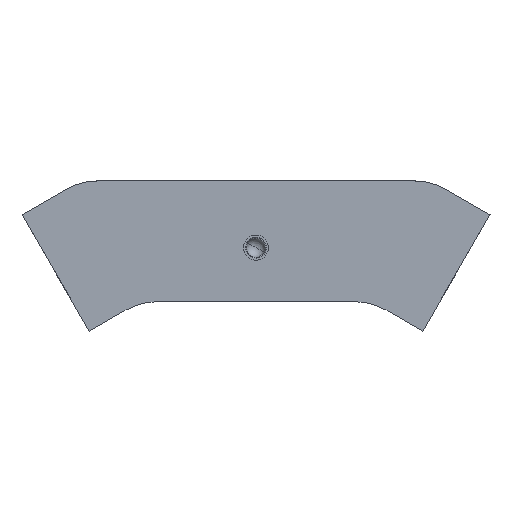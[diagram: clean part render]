
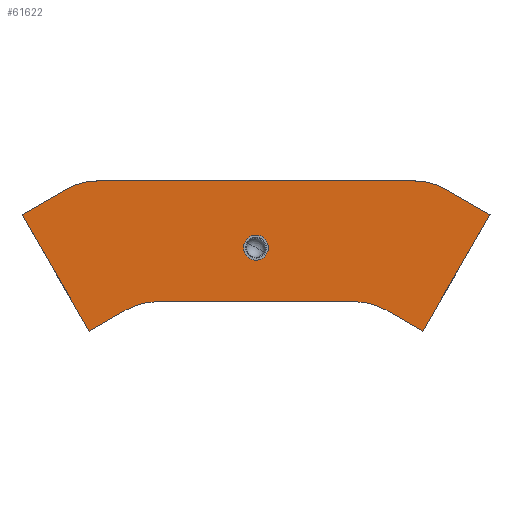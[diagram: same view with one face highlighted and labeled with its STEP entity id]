
A CAD part, left-side view. The second image highlights one B-rep face of the part: STEP entity #61622.
In plain terms, the highlighted planar face has unit normal (-1, 0, 0).
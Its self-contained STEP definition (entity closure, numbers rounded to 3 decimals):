
#237808=VERTEX_POINT('',#560562);
#560562=CARTESIAN_POINT('',(367.87,4.179,264.945));
#278327=EDGE_CURVE('GENERATED CIRCLE',#237809,#237808,#40636,.T.);
#237809=VERTEX_POINT('',#560564);
#560564=CARTESIAN_POINT('',(367.87,-4.179,260.379));
#40636=CIRCLE('',#372084,4.763);
#372084=AXIS2_PLACEMENT_3D('',#560563,#449286,#449287);
#560563=CARTESIAN_POINT('',(367.87,0.,262.662));
#449286=DIRECTION('',(1.,0.,0.));
#449287=DIRECTION('',(0.,0.,-1.));
#278329=EDGE_CURVE('GENERATED CIRCLE',#237808,#237809,#40637,.T.);
#40637=CIRCLE('',#372086,4.763);
#372086=AXIS2_PLACEMENT_3D('',#560567,#449291,#449292);
#560567=CARTESIAN_POINT('',(367.87,0.,262.662));
#449291=DIRECTION('',(1.,0.,0.));
#449292=DIRECTION('',(0.,0.,-1.));
#278434=EDGE_CURVE('LINE',#237883,#237884,#316048,.T.);
#237883=VERTEX_POINT('',#560899);
#560899=CARTESIAN_POINT('',(367.87,-89.02,275.206));
#237884=VERTEX_POINT('',#560900);
#560900=CARTESIAN_POINT('',(367.87,-72.646,284.659));
#316048=LINE('',#560898,#339478);
#560898=CARTESIAN_POINT('',(367.87,-80.833,279.932));
#339478=VECTOR('',#449513,1.);
#449513=DIRECTION('',(0.,0.866,0.5));
#237889=VERTEX_POINT('',#560911);
#560911=CARTESIAN_POINT('',(367.87,89.02,275.206));
#278440=EDGE_CURVE('LINE',#237890,#237889,#316054,.T.);
#237890=VERTEX_POINT('',#560913);
#560913=CARTESIAN_POINT('',(367.87,72.646,284.659));
#316054=LINE('',#560912,#339484);
#560912=CARTESIAN_POINT('',(367.87,80.833,279.932));
#339484=VECTOR('',#449521,1.);
#449521=DIRECTION('',(0.,0.866,-0.5));
#61622=ADVANCED_FACE('PARTBODY',(#21726,#21727),#74850, .T.);
#21726=FACE_BOUND('',#110804,.T.);
#110804=EDGE_LOOP('',(#173268,#173269,#173270,#173271,#173272,#173273,#173274,#173275,#173276,#173277,#173278,#173279));
#173268=ORIENTED_EDGE('',*,*,#278448,.T.);
#278448=EDGE_CURVE('',#237895,#237896,#25762,.T.);
#237895=VERTEX_POINT('',#560955);
#560955=CARTESIAN_POINT('',(367.87,-37.149,242.158));
#237896=VERTEX_POINT('',#560956);
#560956=CARTESIAN_POINT('',(367.87,-49.847,238.755));
#25762=B_SPLINE_CURVE_WITH_KNOTS('',5,(#560946,#560947,#560948,#560949,#560950,#560951,#560952,#560953,#560954),.UNSPECIFIED.,.F.,.F.,(6,3,6),(0.,0.2,1.),.UNSPECIFIED.);
#560946=CARTESIAN_POINT('',(367.87,-37.149,242.158));
#560947=CARTESIAN_POINT('',(367.87,-37.68,242.158));
#560948=CARTESIAN_POINT('',(367.87,-38.211,242.144));
#560949=CARTESIAN_POINT('',(367.87,-38.741,242.116));
#560950=CARTESIAN_POINT('',(367.87,-41.393,241.908));
#560951=CARTESIAN_POINT('',(367.87,-44.009,241.353));
#560952=CARTESIAN_POINT('',(367.87,-46.049,240.691));
#560953=CARTESIAN_POINT('',(367.87,-48.004,239.82));
#560954=CARTESIAN_POINT('',(367.87,-49.847,238.755));
#173269=ORIENTED_EDGE('',*,*,#278449,.T.);
#278449=EDGE_CURVE('LINE',#237896,#237897,#316056,.T.);
#237897=VERTEX_POINT('',#560958);
#560958=CARTESIAN_POINT('',(367.87,-63.443,230.905));
#316056=LINE('',#560957,#339486);
#560957=CARTESIAN_POINT('',(367.87,-56.645,234.83));
#339486=VECTOR('',#449537,1.);
#449537=DIRECTION('',(0.,-0.866,-0.5));
#173270=ORIENTED_EDGE('',*,*,#278450,.T.);
#278450=EDGE_CURVE('LINE',#237897,#237883,#316057,.T.);
#316057=LINE('',#560959,#339487);
#560959=CARTESIAN_POINT('',(367.87,-76.232,253.055));
#339487=VECTOR('',#449538,1.);
#449538=DIRECTION('',(0.,-0.5,0.866));
#173271=ORIENTED_EDGE('',*,*,#278434,.T.);
#173272=ORIENTED_EDGE('',*,*,#278451,.F.);
#278451=EDGE_CURVE('GENERATED CIRCLE',#237898,#237884,#40698,.T.);
#237898=VERTEX_POINT('',#560961);
#560961=CARTESIAN_POINT('',(367.87,-59.946,288.062));
#40698=CIRCLE('',#372190,25.4);
#372190=AXIS2_PLACEMENT_3D('',#560960,#449539,#449540);
#560960=CARTESIAN_POINT('',(367.87,-59.946,262.662));
#449539=DIRECTION('',(1.,0.,0.));
#449540=DIRECTION('',(0.,0.,1.));
#173273=ORIENTED_EDGE('',*,*,#278452,.T.);
#278452=EDGE_CURVE('LINE',#237898,#237899,#316058,.T.);
#237899=VERTEX_POINT('',#560963);
#560963=CARTESIAN_POINT('',(367.87,59.946,288.062));
#316058=LINE('',#560962,#339488);
#560962=CARTESIAN_POINT('',(367.87,0.,288.062));
#339488=VECTOR('',#449541,1.);
#449541=DIRECTION('',(0.,1.,0.));
#173274=ORIENTED_EDGE('',*,*,#278453,.F.);
#278453=EDGE_CURVE('GENERATED CIRCLE',#237890,#237899,#40699,.T.);
#40699=CIRCLE('',#372191,25.4);
#372191=AXIS2_PLACEMENT_3D('',#560964,#449542,#449543);
#560964=CARTESIAN_POINT('',(367.87,59.946,262.662));
#449542=DIRECTION('',(1.,0.,0.));
#449543=DIRECTION('',(0.,0.,1.));
#173275=ORIENTED_EDGE('',*,*,#278440,.T.);
#173276=ORIENTED_EDGE('',*,*,#278454,.T.);
#278454=EDGE_CURVE('LINE',#237889,#237900,#316059,.T.);
#237900=VERTEX_POINT('',#560966);
#560966=CARTESIAN_POINT('',(367.87,63.443,230.905));
#316059=LINE('',#560965,#339489);
#560965=CARTESIAN_POINT('',(367.87,76.232,253.055));
#339489=VECTOR('',#449544,1.);
#449544=DIRECTION('',(0.,-0.5,-0.866));
#173277=ORIENTED_EDGE('',*,*,#278455,.T.);
#278455=EDGE_CURVE('LINE',#237900,#237901,#316060,.T.);
#237901=VERTEX_POINT('',#560968);
#560968=CARTESIAN_POINT('',(367.87,49.847,238.755));
#316060=LINE('',#560967,#339490);
#560967=CARTESIAN_POINT('',(367.87,56.645,234.83));
#339490=VECTOR('',#449545,1.);
#449545=DIRECTION('',(0.,-0.866,0.5));
#173278=ORIENTED_EDGE('',*,*,#278456,.T.);
#278456=EDGE_CURVE('',#237901,#237902,#25763,.T.);
#237902=VERTEX_POINT('',#560978);
#560978=CARTESIAN_POINT('',(367.87,37.149,242.158));
#25763=B_SPLINE_CURVE_WITH_KNOTS('',5,(#560969,#560970,#560971,#560972,#560973,#560974,#560975,#560976,#560977),.UNSPECIFIED.,.F.,.F.,(6,3,6),(0.,0.2,1.),.UNSPECIFIED.);
#560969=CARTESIAN_POINT('',(367.87,49.847,238.755));
#560970=CARTESIAN_POINT('',(367.87,49.388,239.021));
#560971=CARTESIAN_POINT('',(367.87,48.921,239.274));
#560972=CARTESIAN_POINT('',(367.87,48.448,239.515));
#560973=CARTESIAN_POINT('',(367.87,46.047,240.661));
#560974=CARTESIAN_POINT('',(367.87,43.504,241.488));
#560975=CARTESIAN_POINT('',(367.87,41.407,241.935));
#560976=CARTESIAN_POINT('',(367.87,39.278,242.158));
#560977=CARTESIAN_POINT('',(367.87,37.149,242.158));
#173279=ORIENTED_EDGE('',*,*,#278457,.T.);
#278457=EDGE_CURVE('LINE',#237902,#237895,#316061,.T.);
#316061=LINE('',#560979,#339491);
#560979=CARTESIAN_POINT('',(367.87,0.,242.158));
#339491=VECTOR('',#449546,1.);
#449546=DIRECTION('',(0.,-1.,0.));
#21727=FACE_BOUND('',#110805,.T.);
#110805=EDGE_LOOP('',(#173280,#173281));
#173280=ORIENTED_EDGE('',*,*,#278327,.T.);
#173281=ORIENTED_EDGE('',*,*,#278329,.T.);
#74850=PLANE('',#372192);
#372192=AXIS2_PLACEMENT_3D('',#560980,#449547,#449548);
#560980=CARTESIAN_POINT('',(367.87,0.,262.662));
#449547=DIRECTION('',(-1.,0.,0.));
#449548=DIRECTION('',(0.,-1.,0.));
